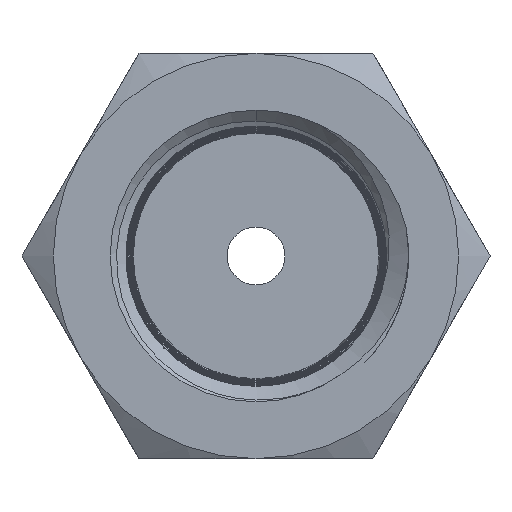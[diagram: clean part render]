
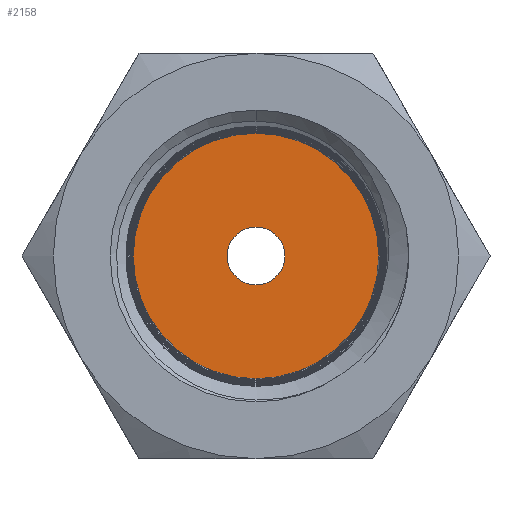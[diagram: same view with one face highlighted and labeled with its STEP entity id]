
A CAD part, front view. The second image highlights one B-rep face of the part: STEP entity #2158.
In plain terms, the highlighted planar face has unit normal (0, -1, 0).
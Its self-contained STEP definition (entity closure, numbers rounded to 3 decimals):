
#310 = ORIENTED_EDGE ( 'NONE', *, *, #18178, .F. ) ;
#384 = EDGE_CURVE ( 'NONE', #23235, #9558, #15511, .T. ) ;
#1173 = DIRECTION ( 'NONE',  ( 0., 0., -1. ) ) ;
#1537 = CARTESIAN_POINT ( 'NONE',  ( 0., -5.22, -4.241 ) ) ;
#2158 = ADVANCED_FACE ( 'NONE', ( #6242, #23257 ), #14906, .T. ) ;
#3106 = CIRCLE ( 'NONE', #10112, 1. ) ;
#5587 = CARTESIAN_POINT ( 'NONE',  ( 0., -5.22, 0. ) ) ;
#6242 = FACE_BOUND ( 'NONE', #10086, .T. ) ;
#7048 = ORIENTED_EDGE ( 'NONE', *, *, #17422, .T. ) ;
#7838 = DIRECTION ( 'NONE',  ( 0., 0., -1. ) ) ;
#9315 = CIRCLE ( 'NONE', #10765, 1. ) ;
#9558 = VERTEX_POINT ( 'NONE', #11866 ) ;
#9861 = DIRECTION ( 'NONE',  ( 0., -1., 0. ) ) ;
#10086 = EDGE_LOOP ( 'NONE', ( #19110, #310 ) ) ;
#10112 = AXIS2_PLACEMENT_3D ( 'NONE', #23136, #9861, #25341 ) ;
#10140 = CIRCLE ( 'NONE', #17870, 4.241 ) ;
#10540 = CARTESIAN_POINT ( 'NONE',  ( 0., -5.22, 0. ) ) ;
#10765 = AXIS2_PLACEMENT_3D ( 'NONE', #27811, #14493, #1173 ) ;
#11137 = DIRECTION ( 'NONE',  ( 0., -1., 0. ) ) ;
#11866 = CARTESIAN_POINT ( 'NONE',  ( 0., -5.22, 4.241 ) ) ;
#12747 = DIRECTION ( 'NONE',  ( 0., 0., -1. ) ) ;
#14493 = DIRECTION ( 'NONE',  ( 0., -1., 0. ) ) ;
#14906 = PLANE ( 'NONE',  #22607 ) ;
#15511 = CIRCLE ( 'NONE', #16618, 4.241 ) ;
#16618 = AXIS2_PLACEMENT_3D ( 'NONE', #26659, #11137, #24439 ) ;
#17422 = EDGE_CURVE ( 'NONE', #9558, #23235, #10140, .T. ) ;
#17870 = AXIS2_PLACEMENT_3D ( 'NONE', #5587, #21106, #7838 ) ;
#18178 = EDGE_CURVE ( 'NONE', #26066, #26265, #3106, .T. ) ;
#19110 = ORIENTED_EDGE ( 'NONE', *, *, #23413, .F. ) ;
#20663 = ORIENTED_EDGE ( 'NONE', *, *, #384, .T. ) ;
#21106 = DIRECTION ( 'NONE',  ( 0., -1., 0. ) ) ;
#22230 = CARTESIAN_POINT ( 'NONE',  ( 0., -5.22, -1. ) ) ;
#22607 = AXIS2_PLACEMENT_3D ( 'NONE', #10540, #26060, #12747 ) ;
#23136 = CARTESIAN_POINT ( 'NONE',  ( 0., -5.22, 0. ) ) ;
#23235 = VERTEX_POINT ( 'NONE', #1537 ) ;
#23257 = FACE_OUTER_BOUND ( 'NONE', #25865, .T. ) ;
#23413 = EDGE_CURVE ( 'NONE', #26265, #26066, #9315, .T. ) ;
#24439 = DIRECTION ( 'NONE',  ( 0., 0., -1. ) ) ;
#25341 = DIRECTION ( 'NONE',  ( 0., 0., -1. ) ) ;
#25865 = EDGE_LOOP ( 'NONE', ( #20663, #7048 ) ) ;
#26060 = DIRECTION ( 'NONE',  ( 0., -1., 0. ) ) ;
#26066 = VERTEX_POINT ( 'NONE', #22230 ) ;
#26265 = VERTEX_POINT ( 'NONE', #27863 ) ;
#26659 = CARTESIAN_POINT ( 'NONE',  ( 0., -5.22, 0. ) ) ;
#27811 = CARTESIAN_POINT ( 'NONE',  ( 0., -5.22, 0. ) ) ;
#27863 = CARTESIAN_POINT ( 'NONE',  ( 0., -5.22, 1. ) ) ;
